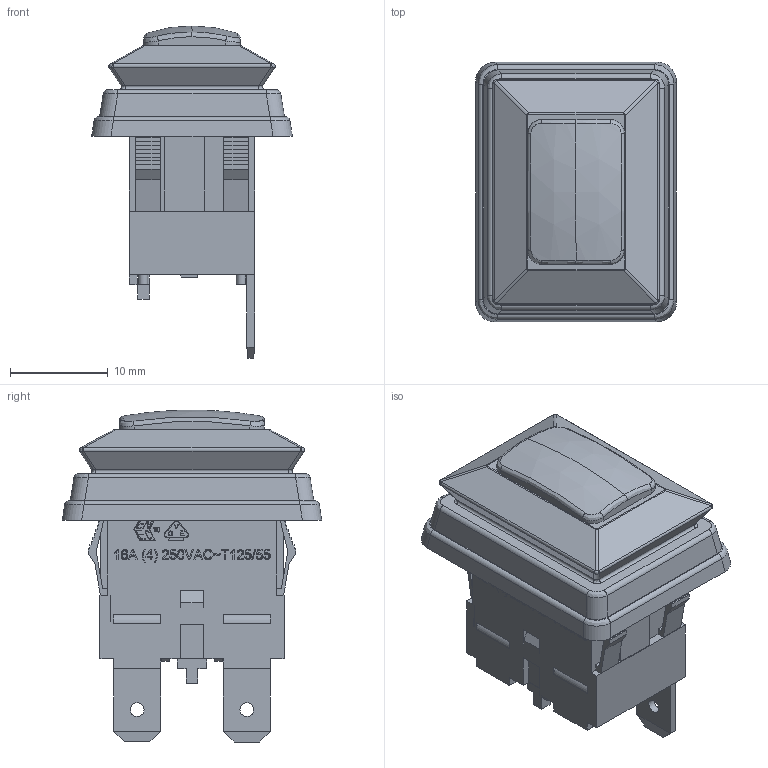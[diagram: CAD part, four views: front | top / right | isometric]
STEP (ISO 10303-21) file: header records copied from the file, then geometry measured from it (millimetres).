
FILE_DESCRIPTION((' '),'2;1');
FILE_NAME('PA4R14Cxx00.stp','2017-08-02T09:41:24',(' '),(' '),' ','ACIS',' ');
FILE_SCHEMA(('CONFIG_CONTROL_DESIGN'));
Length unit declared in the file: inch
Products named in the file (1): PA4R14Cxx00.stp
Bounding box: 20.5 x 26.5 x 33.9 mm (x, y, z)
Volume: 4664.2 mm3; surface area: 6901.5 mm2
Topology: 1 solids, 2 shells, 1561 faces, 4456 edges, 2922 vertices
Faces by surface type: plane 1090, bspline 326, cylinder 143, torus 2
Full cylindrical faces by diameter (mm): 0.95 x4, 1.4 x2, 2.5 x2, 3 x1
Entity records: 53307 total; most frequent: CARTESIAN_POINT 14234, ORIENTED_EDGE 8882, DIRECTION 6703, EDGE_CURVE 4441, VECTOR 3469, LINE 3469, VERTEX_POINT 2919, EDGE_LOOP 1684
